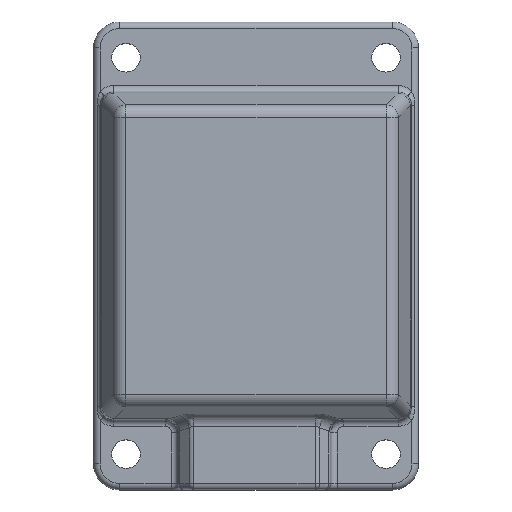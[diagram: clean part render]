
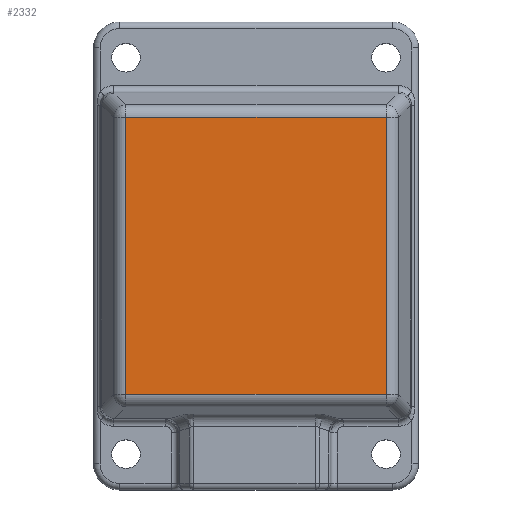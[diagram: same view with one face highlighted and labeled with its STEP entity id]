
A CAD part, top view. The second image highlights one B-rep face of the part: STEP entity #2332.
In plain terms, the highlighted planar face has unit normal (0, 0, 1).
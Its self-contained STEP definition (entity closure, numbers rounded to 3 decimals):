
#67=PLANE('',#2656);
#271=LINE('',#4420,#427);
#273=LINE('',#4430,#429);
#276=LINE('',#4435,#432);
#280=LINE('',#4441,#436);
#427=VECTOR('',#3368,10.);
#429=VECTOR('',#3382,10.);
#432=VECTOR('',#3389,10.);
#436=VECTOR('',#3397,10.);
#650=FACE_OUTER_BOUND('',#810,.T.);
#810=EDGE_LOOP('',(#2145,#2146,#2147,#2148));
#1163=VERTEX_POINT('',#4399);
#1166=VERTEX_POINT('',#4406);
#1169=VERTEX_POINT('',#4413);
#1171=VERTEX_POINT('',#4424);
#1491=EDGE_CURVE('',#1169,#1163,#271,.T.);
#1496=EDGE_CURVE('',#1171,#1169,#273,.T.);
#1499=EDGE_CURVE('',#1166,#1171,#276,.T.);
#1503=EDGE_CURVE('',#1163,#1166,#280,.T.);
#2145=ORIENTED_EDGE('',*,*,#1491,.F.);
#2146=ORIENTED_EDGE('',*,*,#1496,.F.);
#2147=ORIENTED_EDGE('',*,*,#1499,.F.);
#2148=ORIENTED_EDGE('',*,*,#1503,.F.);
#2332=ADVANCED_FACE('',(#650),#67,.T.);
#2656=AXIS2_PLACEMENT_3D('',#4446,#3404,#3405);
#3368=DIRECTION('',(0.,1.,0.));
#3382=DIRECTION('',(-1.,0.,0.));
#3389=DIRECTION('',(0.,-1.,0.));
#3397=DIRECTION('',(1.,0.,0.));
#3404=DIRECTION('center_axis',(0.,0.,1.));
#3405=DIRECTION('ref_axis',(1.,0.,0.));
#4399=CARTESIAN_POINT('',(-10.006,11.306,1.85));
#4406=CARTESIAN_POINT('',(10.006,11.306,1.85));
#4413=CARTESIAN_POINT('',(-10.006,-10.006,1.85));
#4420=CARTESIAN_POINT('',(-10.006,-2.987,1.85));
#4424=CARTESIAN_POINT('',(10.006,-10.006,1.85));
#4430=CARTESIAN_POINT('',(2.987,-10.006,1.85));
#4435=CARTESIAN_POINT('',(10.006,3.313,1.85));
#4441=CARTESIAN_POINT('',(-2.988,11.306,1.85));
#4446=CARTESIAN_POINT('Origin',(0.,0.,1.85));
